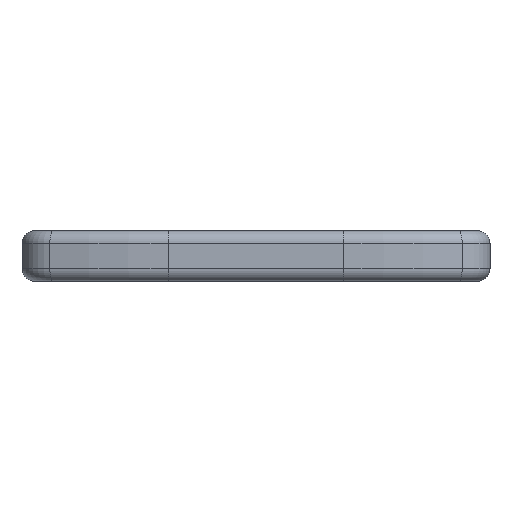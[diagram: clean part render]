
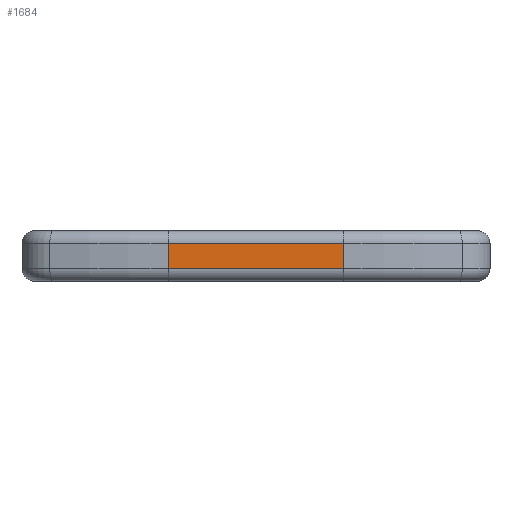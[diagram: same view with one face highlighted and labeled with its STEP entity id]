
A CAD part, left-side view. The second image highlights one B-rep face of the part: STEP entity #1684.
In plain terms, the highlighted planar face has unit normal (-1, 0, 0).
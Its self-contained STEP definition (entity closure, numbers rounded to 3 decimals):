
#53 = CARTESIAN_POINT ( 'NONE',  ( 18., 3.473, 0.5 ) ) ;
#66 = DIRECTION ( 'NONE',  ( 0., 0., -1. ) ) ;
#100 = DIRECTION ( 'NONE',  ( 0., 0., -1. ) ) ;
#115 = VERTEX_POINT ( 'NONE', #1958 ) ;
#175 = CARTESIAN_POINT ( 'NONE',  ( 18., -3.473, 1.5 ) ) ;
#178 = VECTOR ( 'NONE', #710, 1000. ) ;
#566 = CARTESIAN_POINT ( 'NONE',  ( 18., 3.473, 2. ) ) ;
#653 = VERTEX_POINT ( 'NONE', #1715 ) ;
#655 = EDGE_CURVE ( 'NONE', #875, #115, #956, .T. ) ;
#710 = DIRECTION ( 'NONE',  ( 0., 0., -1. ) ) ;
#761 = VERTEX_POINT ( 'NONE', #175 ) ;
#837 = LINE ( 'NONE', #566, #178 ) ;
#861 = AXIS2_PLACEMENT_3D ( 'NONE', #1287, #1786, #66 ) ;
#864 = CARTESIAN_POINT ( 'NONE',  ( 18., 3.473, 1.5 ) ) ;
#875 = VERTEX_POINT ( 'NONE', #1029 ) ;
#956 = LINE ( 'NONE', #53, #1433 ) ;
#1001 = EDGE_LOOP ( 'NONE', ( #1835, #1247, #1942, #1375 ) ) ;
#1029 = CARTESIAN_POINT ( 'NONE',  ( 18., 3.473, 0.5 ) ) ;
#1126 = DIRECTION ( 'NONE',  ( 0., -1., 0. ) ) ;
#1132 = LINE ( 'NONE', #864, #1991 ) ;
#1142 = DIRECTION ( 'NONE',  ( 0., 1., 0. ) ) ;
#1247 = ORIENTED_EDGE ( 'NONE', *, *, #655, .T. ) ;
#1273 = VECTOR ( 'NONE', #100, 1000. ) ;
#1285 = EDGE_CURVE ( 'NONE', #761, #115, #1628, .T. ) ;
#1287 = CARTESIAN_POINT ( 'NONE',  ( 18., 3.473, 2. ) ) ;
#1322 = EDGE_CURVE ( 'NONE', #761, #653, #1132, .T. ) ;
#1375 = ORIENTED_EDGE ( 'NONE', *, *, #1322, .T. ) ;
#1433 = VECTOR ( 'NONE', #1126, 1000. ) ;
#1461 = FACE_OUTER_BOUND ( 'NONE', #1001, .T. ) ;
#1628 = LINE ( 'NONE', #1788, #1273 ) ;
#1684 = ADVANCED_FACE ( 'NONE', ( #1461 ), #1926, .F. ) ;
#1715 = CARTESIAN_POINT ( 'NONE',  ( 18., 3.473, 1.5 ) ) ;
#1786 = DIRECTION ( 'NONE',  ( 1., 0., 0. ) ) ;
#1788 = CARTESIAN_POINT ( 'NONE',  ( 18., -3.473, 2. ) ) ;
#1835 = ORIENTED_EDGE ( 'NONE', *, *, #1943, .T. ) ;
#1926 = PLANE ( 'NONE',  #861 ) ;
#1942 = ORIENTED_EDGE ( 'NONE', *, *, #1285, .F. ) ;
#1943 = EDGE_CURVE ( 'NONE', #653, #875, #837, .T. ) ;
#1958 = CARTESIAN_POINT ( 'NONE',  ( 18., -3.473, 0.5 ) ) ;
#1991 = VECTOR ( 'NONE', #1142, 1000. ) ;
